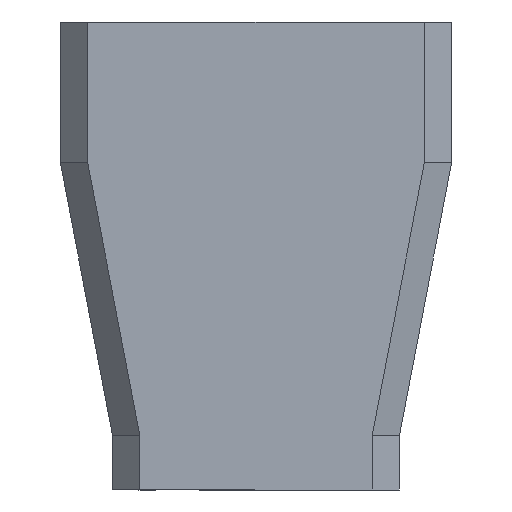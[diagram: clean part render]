
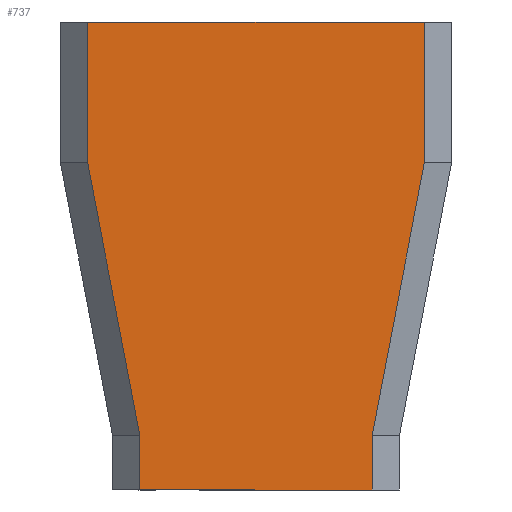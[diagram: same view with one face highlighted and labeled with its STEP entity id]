
A CAD part, left-side view. The second image highlights one B-rep face of the part: STEP entity #737.
In plain terms, the highlighted planar face has unit normal (-1, 0, 0).
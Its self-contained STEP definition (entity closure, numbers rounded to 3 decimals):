
#66=PLANE('',#802);
#101=FACE_OUTER_BOUND('',#144,.T.);
#144=EDGE_LOOP('',(#629,#630,#631,#632,#633,#634,#635,#636));
#187=LINE('',#1124,#259);
#190=LINE('',#1130,#262);
#193=LINE('',#1135,#265);
#195=LINE('',#1138,#267);
#199=LINE('',#1149,#271);
#214=LINE('',#1361,#286);
#215=LINE('',#1364,#287);
#216=LINE('',#1365,#288);
#259=VECTOR('',#897,10.);
#262=VECTOR('',#902,10.);
#265=VECTOR('',#907,10.);
#267=VECTOR('',#911,10.);
#271=VECTOR('',#921,10.);
#286=VECTOR('',#954,10.);
#287=VECTOR('',#957,10.);
#288=VECTOR('',#958,10.);
#348=VERTEX_POINT('',#1121);
#349=VERTEX_POINT('',#1123);
#350=VERTEX_POINT('',#1127);
#351=VERTEX_POINT('',#1129);
#352=VERTEX_POINT('',#1133);
#355=VERTEX_POINT('',#1145);
#374=VERTEX_POINT('',#1359);
#375=VERTEX_POINT('',#1363);
#427=EDGE_CURVE('',#348,#349,#187,.T.);
#430=EDGE_CURVE('',#350,#351,#190,.T.);
#433=EDGE_CURVE('',#352,#351,#193,.T.);
#435=EDGE_CURVE('',#352,#348,#195,.T.);
#441=EDGE_CURVE('',#355,#349,#199,.T.);
#468=EDGE_CURVE('',#350,#374,#214,.T.);
#469=EDGE_CURVE('',#374,#375,#215,.T.);
#470=EDGE_CURVE('',#355,#375,#216,.T.);
#629=ORIENTED_EDGE('',*,*,#435,.F.);
#630=ORIENTED_EDGE('',*,*,#433,.T.);
#631=ORIENTED_EDGE('',*,*,#430,.F.);
#632=ORIENTED_EDGE('',*,*,#468,.T.);
#633=ORIENTED_EDGE('',*,*,#469,.T.);
#634=ORIENTED_EDGE('',*,*,#470,.F.);
#635=ORIENTED_EDGE('',*,*,#441,.T.);
#636=ORIENTED_EDGE('',*,*,#427,.F.);
#737=ADVANCED_FACE('',(#101),#66,.T.);
#802=AXIS2_PLACEMENT_3D('',#1362,#955,#956);
#897=DIRECTION('',(0.,0.,1.));
#902=DIRECTION('',(0.,0.188,-0.982));
#907=DIRECTION('',(0.,0.,1.));
#911=DIRECTION('',(0.,1.,0.));
#921=DIRECTION('',(0.,-0.188,-0.982));
#954=DIRECTION('',(0.,0.,1.));
#955=DIRECTION('center_axis',(-1.,0.,0.));
#956=DIRECTION('ref_axis',(0.,-1.,0.));
#957=DIRECTION('',(0.,1.,0.));
#958=DIRECTION('',(0.,0.,1.));
#1121=CARTESIAN_POINT('',(-17.68,17.04,0.));
#1123=CARTESIAN_POINT('',(-17.68,17.04,8.));
#1124=CARTESIAN_POINT('',(-17.68,17.04,0.));
#1127=CARTESIAN_POINT('',(-17.68,-24.694,48.));
#1129=CARTESIAN_POINT('',(-17.68,-17.04,8.));
#1130=CARTESIAN_POINT('',(-17.68,-24.694,48.));
#1133=CARTESIAN_POINT('',(-17.68,-17.04,0.));
#1135=CARTESIAN_POINT('',(-17.68,-17.04,0.));
#1138=CARTESIAN_POINT('',(-17.68,-17.04,0.));
#1145=CARTESIAN_POINT('',(-17.68,24.694,48.));
#1149=CARTESIAN_POINT('',(-17.68,24.694,48.));
#1359=CARTESIAN_POINT('',(-17.68,-24.694,68.646));
#1361=CARTESIAN_POINT('',(-17.68,-24.694,48.));
#1362=CARTESIAN_POINT('Origin',(-17.68,17.04,0.));
#1363=CARTESIAN_POINT('',(-17.68,24.694,68.646));
#1364=CARTESIAN_POINT('',(-17.68,12.347,68.646));
#1365=CARTESIAN_POINT('',(-17.68,24.694,48.));
